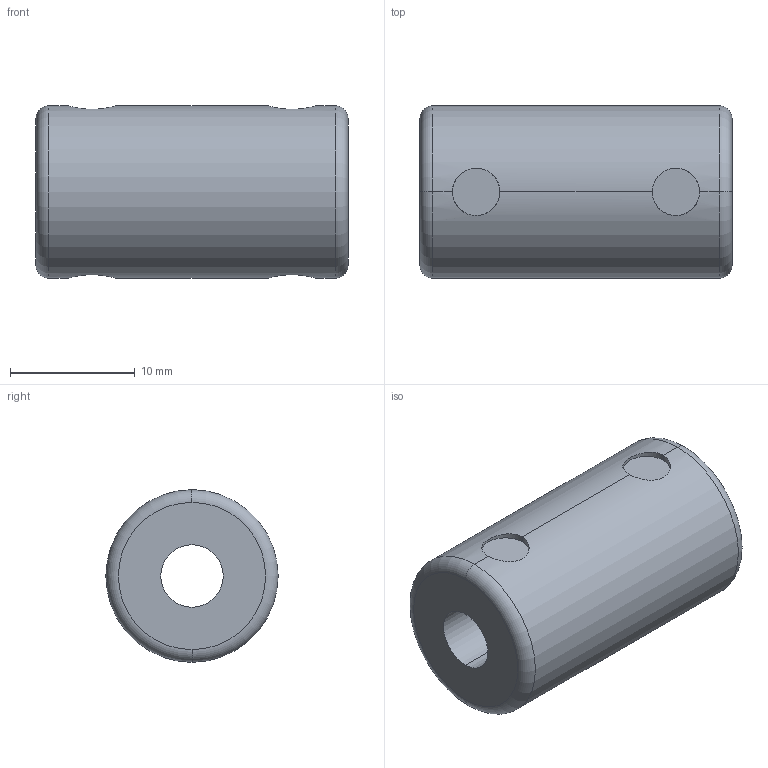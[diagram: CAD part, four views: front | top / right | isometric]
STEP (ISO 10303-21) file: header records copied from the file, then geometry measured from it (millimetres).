
FILE_DESCRIPTION (( 'STEP AP214' ), '1' );
FILE_NAME ('FF_PurchaseMechanical_Cuppler_5-8.STEP', '2022-11-20T21:10:25', ( '' ), ( '' ), 'SwSTEP 2.0', 'SolidWorks 2020', '' );
FILE_SCHEMA (( 'AUTOMOTIVE_DESIGN' ));
Length unit declared in the file: millimetre
Products named in the file (1): FF_PurchaseMechanical_Cuppler_5-8
Bounding box: 25 x 13.8 x 13.8 mm (x, y, z)
Volume: 2812.5 mm3; surface area: 1837.9 mm2
Topology: 1 solids, 1 shells, 25 faces, 54 edges, 32 vertices
Faces by surface type: cylinder 14, plane 7, torus 4
Entity records: 1066 total; most frequent: CARTESIAN_POINT 344, DIRECTION 126, ORIENTED_EDGE 108, EDGE_CURVE 54, AXIS2_PLACEMENT_3D 54, VERTEX_POINT 32, EDGE_LOOP 28, CIRCLE 28
